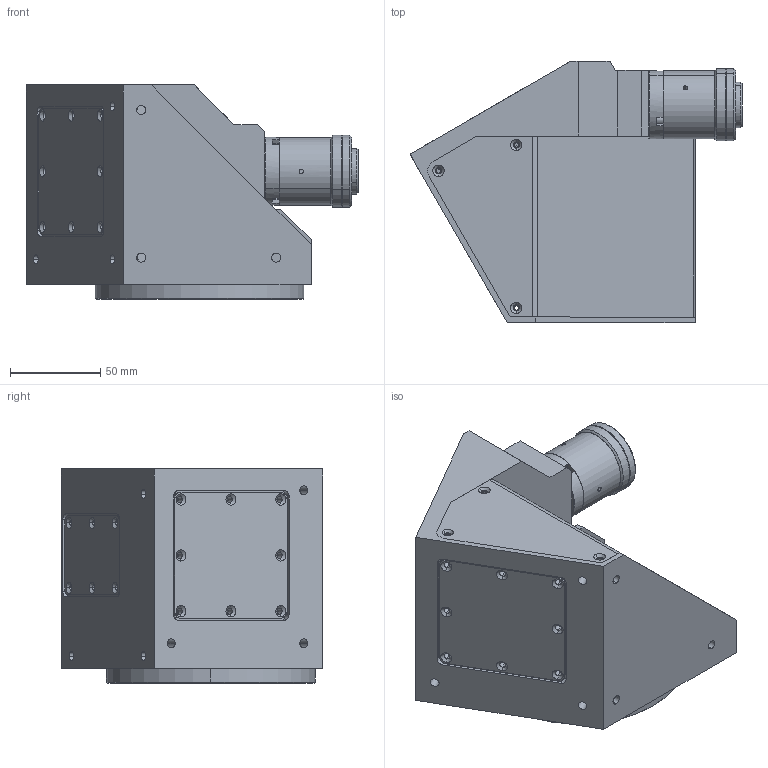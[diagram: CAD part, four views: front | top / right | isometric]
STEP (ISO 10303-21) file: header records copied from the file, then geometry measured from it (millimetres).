
FILE_DESCRIPTION (( 'STEP AP203' ), '1' );
FILE_NAME ('TCCR1M080.step', '2019-06-07T10:36:37', ( '' ), ( '' ), 'SwSTEP 2.0', 'SolidWorks 2018', '' );
FILE_SCHEMA (( 'CONFIG_CONTROL_DESIGN' ));
Length unit declared in the file: millimetre
Products named in the file (1): TCCR1M080
Bounding box: 184.42 x 145 x 118.9 mm (x, y, z)
Surface area: 117910.2 mm2 (no closed solid volume)
Topology: 0 solids, 14 shells, 269 faces, 808 edges, 553 vertices
Faces by surface type: cylinder 133, plane 80, cone 54, sphere 2
Entity records: 9476 total; most frequent: CARTESIAN_POINT 1871, DIRECTION 1718, ORIENTED_EDGE 1342, EDGE_CURVE 808, AXIS2_PLACEMENT_3D 656, VERTEX_POINT 553, VECTOR 406, LINE 406
